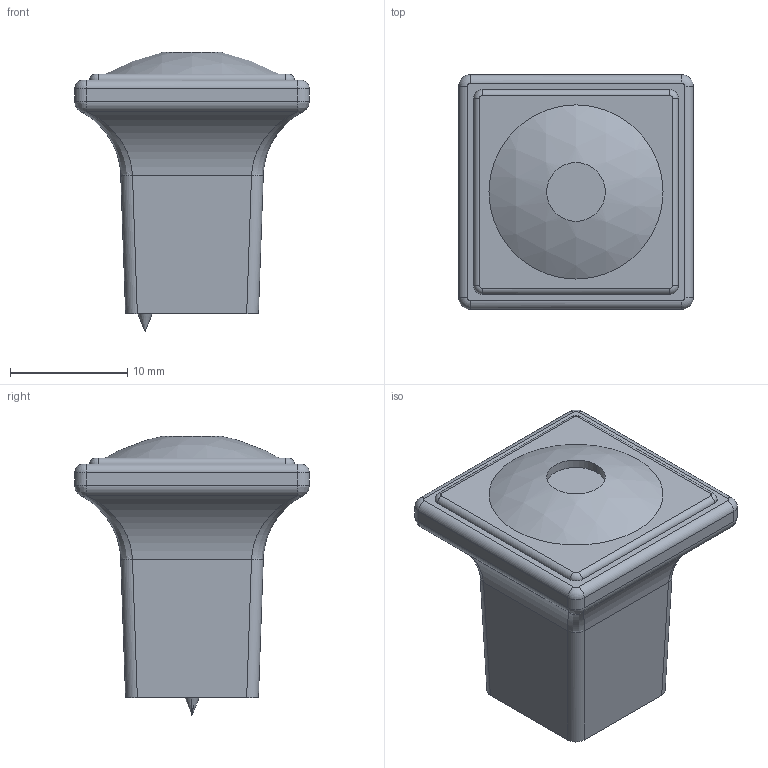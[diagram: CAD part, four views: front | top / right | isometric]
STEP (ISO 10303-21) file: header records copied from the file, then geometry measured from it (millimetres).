
FILE_DESCRIPTION(('Creo Elements/Direct Modeling STEP Export'),'2;1');
FILE_NAME('2040-20.stp','2024-09-23T14:14:41',(''),(''),'Creo Elements/Direct Modeling STEP processor for AP214 (Solid Model)','Creo Elements/Direct Modeling 20.0 12-Nov-2016 (C) Parametric Technology GmbH','');
FILE_SCHEMA(('AUTOMOTIVE_DESIGN { 1 0 10303 214 1 1 1 1 }'));
Length unit declared in the file: millimetre
Products named in the file (1): Knopf
Bounding box: 20 x 20 x 23.78 mm (x, y, z)
Volume: 3983.9 mm3; surface area: 1816.8 mm2
Topology: 1 solids, 1 shells, 64 faces, 141 edges, 81 vertices
Faces by surface type: cylinder 30, plane 13, torus 8, bspline 8, cone 4, sphere 1
Entity records: 2805 total; most frequent: CARTESIAN_POINT 1466, ORIENTED_EDGE 274, DIRECTION 266, EDGE_CURVE 137, AXIS2_PLACEMENT_3D 104, VERTEX_POINT 81, EDGE_LOOP 70, FACE_OUTER_BOUND 64
